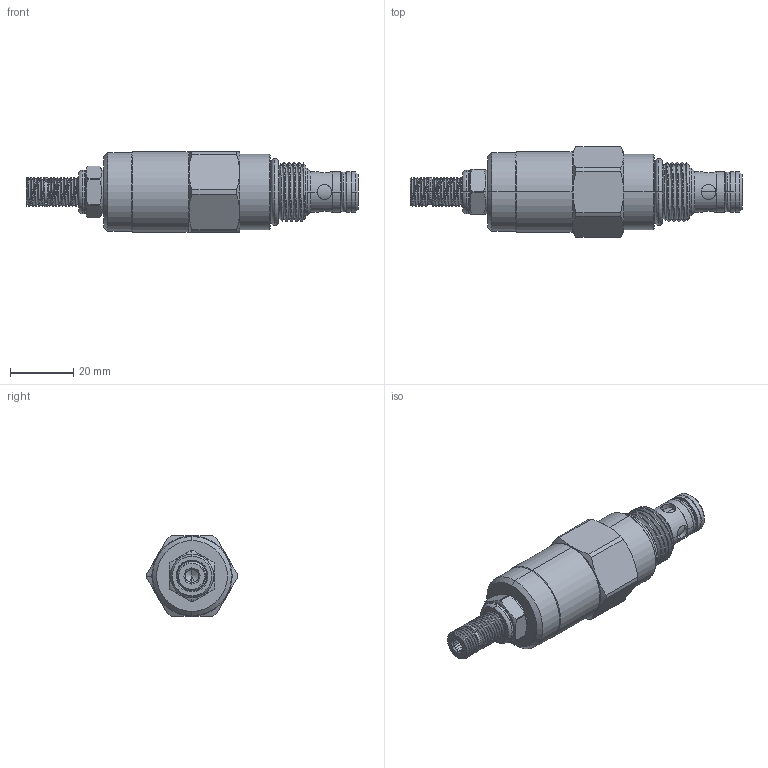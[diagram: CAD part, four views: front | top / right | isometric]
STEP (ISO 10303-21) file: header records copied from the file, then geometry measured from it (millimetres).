
FILE_DESCRIPTION (( 'STEP AP203' ), '1' );
FILE_NAME ('RD08W2A-L.STEP', '2016-08-01T00:30:50', ( '' ), ( '' ), 'SwSTEP 2.0', 'SolidWorks 2012', '' );
FILE_SCHEMA (( 'CONFIG_CONTROL_DESIGN' ));
Length unit declared in the file: millimetre
Products named in the file (1): RD08W2A-L
Bounding box: 105.08 x 28.57 x 25.4 mm (x, y, z)
Volume: 33575.4 mm3; surface area: 10248.8 mm2
Topology: 6 solids, 6 shells, 269 faces, 668 edges, 422 vertices
Faces by surface type: cylinder 130, plane 53, cone 53, torus 24, bspline 9
Entity records: 17426 total; most frequent: CARTESIAN_POINT 11429, ORIENTED_EDGE 1332, DIRECTION 1162, EDGE_CURVE 666, AXIS2_PLACEMENT_3D 478, VERTEX_POINT 422, EDGE_LOOP 290, FACE_OUTER_BOUND 269
